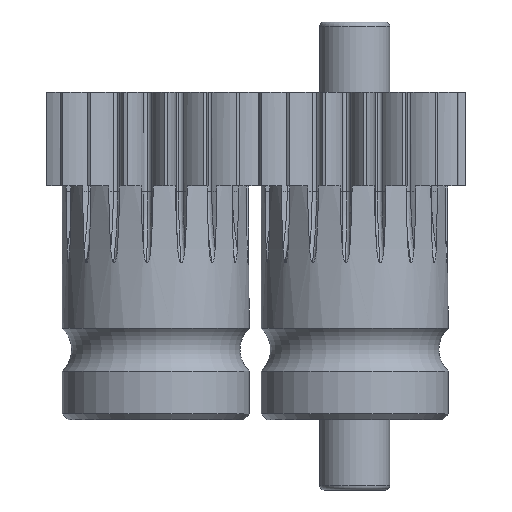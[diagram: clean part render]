
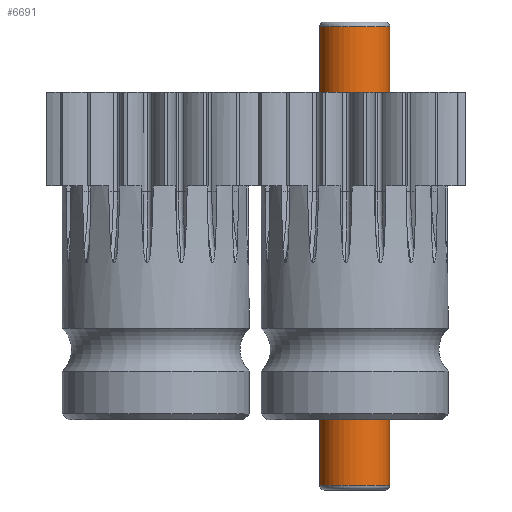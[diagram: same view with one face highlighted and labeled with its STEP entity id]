
A CAD part, front view. The second image highlights one B-rep face of the part: STEP entity #6691.
In plain terms, the highlighted cylindrical face has radius 1.5 mm (diameter 3 mm), a full revolution.
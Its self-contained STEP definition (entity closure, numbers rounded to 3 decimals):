
#300=CYLINDRICAL_SURFACE('',#7736,1.5);
#572=LINE('',#15746,#855);
#855=VECTOR('',#9963,1.5);
#1406=FACE_OUTER_BOUND('',#1803,.T.);
#1803=EDGE_LOOP('',(#6106,#6107,#6108,#6109,#6110,#6111));
#2409=CIRCLE('',#7729,1.5);
#2410=CIRCLE('',#7730,1.5);
#2411=CIRCLE('',#7732,1.5);
#2412=CIRCLE('',#7733,1.5);
#3050=VERTEX_POINT('',#15732);
#3051=VERTEX_POINT('',#15734);
#3052=VERTEX_POINT('',#15738);
#3053=VERTEX_POINT('',#15739);
#4071=EDGE_CURVE('',#3051,#3050,#2409,.T.);
#4072=EDGE_CURVE('',#3050,#3051,#2410,.T.);
#4073=EDGE_CURVE('',#3052,#3053,#2411,.T.);
#4074=EDGE_CURVE('',#3053,#3052,#2412,.T.);
#4077=EDGE_CURVE('',#3052,#3051,#572,.T.);
#6106=ORIENTED_EDGE('',*,*,#4073,.T.);
#6107=ORIENTED_EDGE('',*,*,#4074,.T.);
#6108=ORIENTED_EDGE('',*,*,#4077,.T.);
#6109=ORIENTED_EDGE('',*,*,#4071,.T.);
#6110=ORIENTED_EDGE('',*,*,#4072,.T.);
#6111=ORIENTED_EDGE('',*,*,#4077,.F.);
#6691=ADVANCED_FACE('',(#1406),#300,.T.);
#7729=AXIS2_PLACEMENT_3D('',#15735,#9947,#9948);
#7730=AXIS2_PLACEMENT_3D('',#15736,#9949,#9950);
#7732=AXIS2_PLACEMENT_3D('',#15740,#9953,#9954);
#7733=AXIS2_PLACEMENT_3D('',#15741,#9955,#9956);
#7736=AXIS2_PLACEMENT_3D('',#15745,#9961,#9962);
#9947=DIRECTION('center_axis',(0.,-1.,0.));
#9948=DIRECTION('ref_axis',(0.,0.,1.));
#9949=DIRECTION('center_axis',(0.,-1.,0.));
#9950=DIRECTION('ref_axis',(0.,0.,1.));
#9953=DIRECTION('center_axis',(0.,1.,0.));
#9954=DIRECTION('ref_axis',(0.,0.,1.));
#9955=DIRECTION('center_axis',(0.,1.,0.));
#9956=DIRECTION('ref_axis',(0.,0.,1.));
#9961=DIRECTION('center_axis',(0.,-1.,0.));
#9962=DIRECTION('ref_axis',(0.,0.,
-1.));
#9963=DIRECTION('',(0.,1.,0.));
#15732=CARTESIAN_POINT('',(0.,19.8,-1.5));
#15734=CARTESIAN_POINT('',(0.,19.8,1.5));
#15735=CARTESIAN_POINT('Origin',(0.,19.8,0.));
#15736=CARTESIAN_POINT('Origin',(0.,19.8,0.));
#15738=CARTESIAN_POINT('',(0.,0.2,1.5));
#15739=CARTESIAN_POINT('',(0.,0.2,-1.5));
#15740=CARTESIAN_POINT('Origin',(0.,0.2,0.));
#15741=CARTESIAN_POINT('Origin',(0.,0.2,0.));
#15745=CARTESIAN_POINT('Origin',(0.,20.,0.));
#15746=CARTESIAN_POINT('',(0.,20.,1.5));
